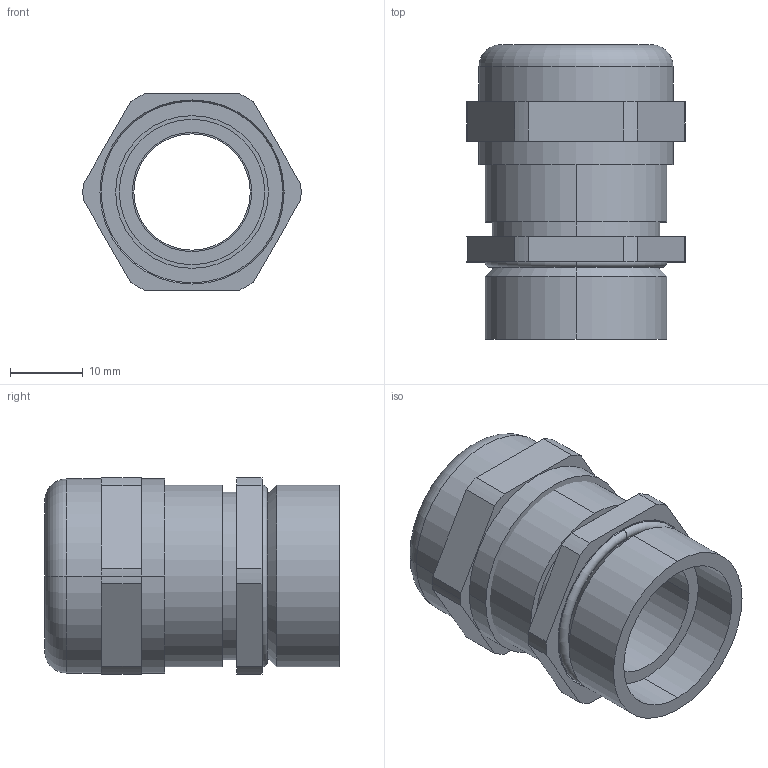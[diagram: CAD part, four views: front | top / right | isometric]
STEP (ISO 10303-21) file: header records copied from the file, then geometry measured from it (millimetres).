
FILE_DESCRIPTION (( 'STEP AP214' ), '1' );
FILE_NAME ('2086129.stp', '2017-05-18T09:40:51', ( '' ), ( '' ), 'SwSTEP 2.0', 'SolidWorks 2016', '' );
FILE_SCHEMA (( 'AUTOMOTIVE_DESIGN' ));
Length unit declared in the file: millimetre
Products named in the file (6): EV743_M25; 011359_LM25 2086129; 2086129; 011344_M25 2086173; 012463_M25 2086173; 012279_M25 2086173
Assembly tree (5 placements, depth 2):
  2086129
    011359_LM25 2086129
    EV743_M25
    012279_M25 2086173
    012463_M25 2086173
    011344_M25 2086173
Bounding box: 30 x 40.5 x 27 mm (x, y, z)
Volume: 10936.2 mm3; surface area: 13991.8 mm2
Topology: 5 solids, 5 shells, 165 faces, 427 edges, 276 vertices
Faces by surface type: plane 98, cylinder 43, cone 16, torus 8
Entity records: 5459 total; most frequent: CARTESIAN_POINT 1092, DIRECTION 889, ORIENTED_EDGE 854, EDGE_CURVE 427, AXIS2_PLACEMENT_3D 361, VERTEX_POINT 276, CIRCLE 188, EDGE_LOOP 179
